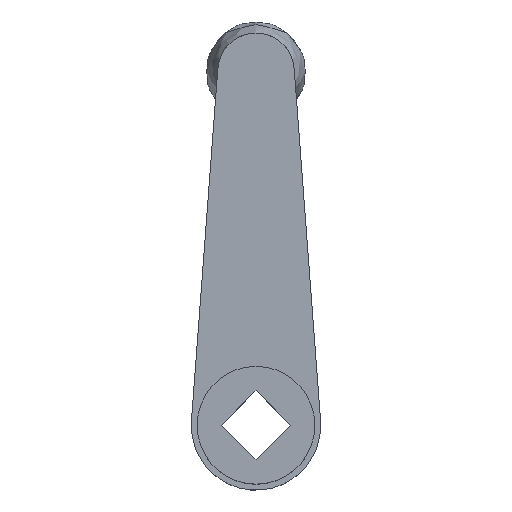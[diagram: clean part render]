
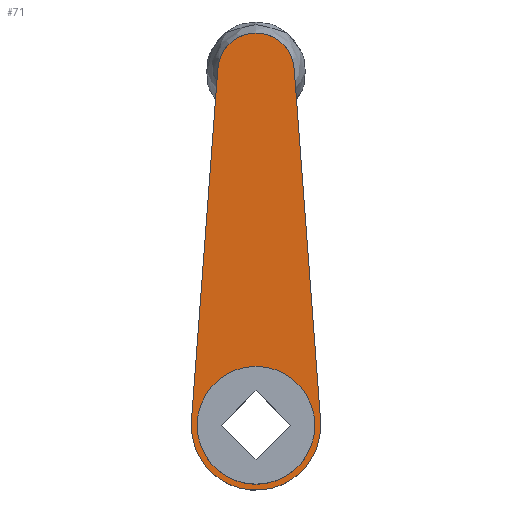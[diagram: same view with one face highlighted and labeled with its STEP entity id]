
A CAD part, top view. The second image highlights one B-rep face of the part: STEP entity #71.
In plain terms, the highlighted planar face has unit normal (0, 0, 1).
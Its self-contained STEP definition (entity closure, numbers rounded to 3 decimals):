
#71 = ADVANCED_FACE( '', ( #145, #146 ), #147, .T. );
#145 = FACE_BOUND( '', #247, .T. );
#146 = FACE_OUTER_BOUND( '', #248, .T. );
#147 = PLANE( '', #249 );
#247 = EDGE_LOOP( '', ( #366 ) );
#248 = EDGE_LOOP( '', ( #367, #368, #369, #370 ) );
#249 = AXIS2_PLACEMENT_3D( '', #371, #372, #373 );
#366 = ORIENTED_EDGE( '', *, *, #421, .F. );
#367 = ORIENTED_EDGE( '', *, *, #405, .T. );
#368 = ORIENTED_EDGE( '', *, *, #426, .T. );
#369 = ORIENTED_EDGE( '', *, *, #394, .T. );
#370 = ORIENTED_EDGE( '', *, *, #430, .T. );
#371 = CARTESIAN_POINT( '', ( 0., 0., -19.21 ) );
#372 = DIRECTION( '', ( 0., 0., 1. ) );
#373 = DIRECTION( '', ( 1., 0., 0. ) );
#394 = EDGE_CURVE( '', #452, #450, #453, .T. );
#405 = EDGE_CURVE( '', #469, #467, #470, .T. );
#421 = EDGE_CURVE( '', #492, #492, #493, .T. );
#426 = EDGE_CURVE( '', #467, #452, #498, .T. );
#430 = EDGE_CURVE( '', #450, #469, #501, .T. );
#450 = VERTEX_POINT( '', #526 );
#452 = VERTEX_POINT( '', #529 );
#453 = LINE( '', #530, #531 );
#467 = VERTEX_POINT( '', #550 );
#469 = VERTEX_POINT( '', #553 );
#470 = LINE( '', #554, #555 );
#492 = VERTEX_POINT( '', #582 );
#493 = CIRCLE( '', #583, 12. );
#498 = CIRCLE( '', #589, 13.2 );
#501 = CIRCLE( '', #592, 7.8 );
#526 = CARTESIAN_POINT( '', ( 7.778, 72.783, -19.21 ) );
#529 = CARTESIAN_POINT( '', ( 13.163, 0.987, -19.21 ) );
#530 = CARTESIAN_POINT( '', ( 13.163, 0.987, -19.21 ) );
#531 = VECTOR( '', #606, 1000. );
#550 = CARTESIAN_POINT( '', ( -13.163, 0.987, -19.21 ) );
#553 = CARTESIAN_POINT( '', ( -7.778, 72.783, -19.21 ) );
#554 = CARTESIAN_POINT( '', ( -7.778, 72.783, -19.21 ) );
#555 = VECTOR( '', #619, 1000. );
#582 = CARTESIAN_POINT( '', ( 0., 12., -19.21 ) );
#583 = AXIS2_PLACEMENT_3D( '', #637, #638, #639 );
#589 = AXIS2_PLACEMENT_3D( '', #641, #642, #643 );
#592 = AXIS2_PLACEMENT_3D( '', #644, #645, #646 );
#606 = DIRECTION( '', ( -0.075, 0.997, 0. ) );
#619 = DIRECTION( '', ( -0.075, -0.997, 0. ) );
#637 = CARTESIAN_POINT( '', ( 0., 0., -19.21 ) );
#638 = DIRECTION( '', ( 0., 0., 1. ) );
#639 = DIRECTION( '', ( 0., 1., 0. ) );
#641 = CARTESIAN_POINT( '', ( 0., 0., -19.21 ) );
#642 = DIRECTION( '', ( 0., 0., 1. ) );
#643 = DIRECTION( '', ( 0., 1., 0. ) );
#644 = CARTESIAN_POINT( '', ( 0., 72.2, -19.21 ) );
#645 = DIRECTION( '', ( 0., 0., 1. ) );
#646 = DIRECTION( '', ( 0., 1., 0. ) );
